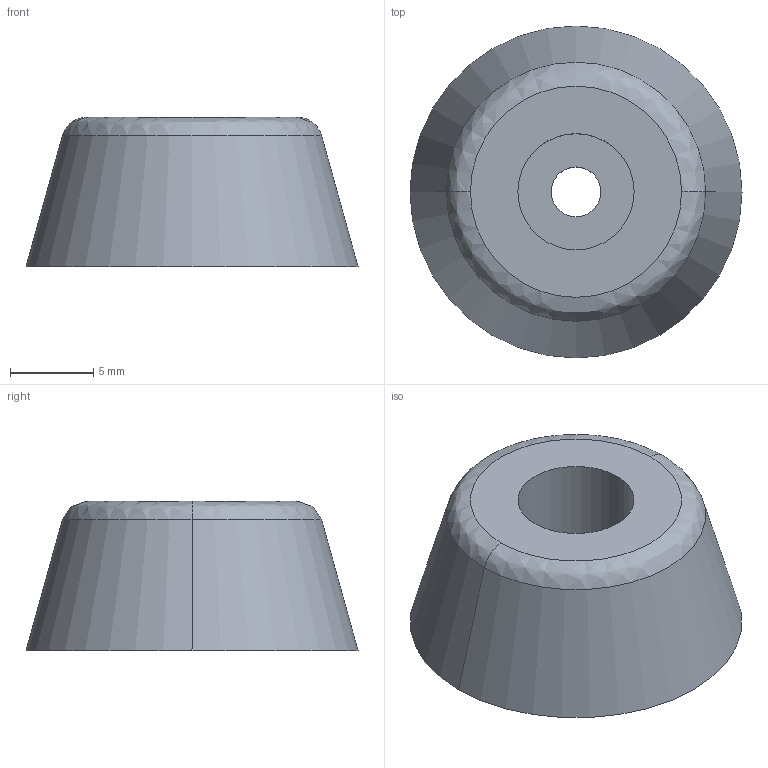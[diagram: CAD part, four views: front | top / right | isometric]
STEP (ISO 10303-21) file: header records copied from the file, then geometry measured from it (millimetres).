
FILE_DESCRIPTION( (''), '2;1');
FILE_NAME ('PC50.8404.TM_SK_209_13560.stp','2019-12-20T12:47:10',(''),(''),'spGate 15.6.1','','');
FILE_SCHEMA (('AUTOMOTIVE_DESIGN'));
Length unit declared in the file: millimetre
Products named in the file (3): Assembly; rubber foot; washer
Assembly tree (2 placements, depth 2):
  Assembly
    rubber foot
    washer
Bounding box: 20 x 20 x 9 mm (x, y, z)
Volume: 1951.5 mm3; surface area: 1314.1 mm2
Topology: 2 solids, 2 shells, 20 faces, 40 edges, 26 vertices
Faces by surface type: cylinder 10, plane 6, bspline 4
Entity records: 1005 total; most frequent: CARTESIAN_POINT 175, DIRECTION 96, ORIENTED_EDGE 80, COLOUR_RGB 62, PRESENTATION_STYLE_ASSIGNMENT 62, STYLED_ITEM 62, AXIS2_PLACEMENT_3D 48, EDGE_CURVE 40
